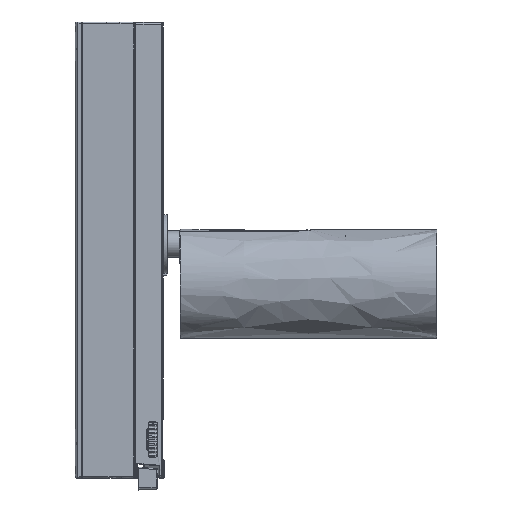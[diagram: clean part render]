
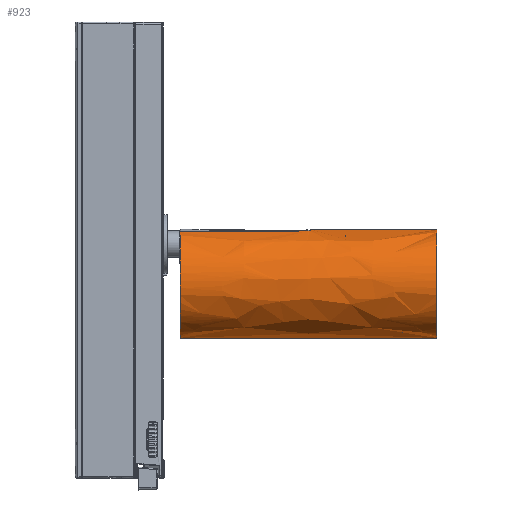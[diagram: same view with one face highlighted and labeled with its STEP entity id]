
A CAD part, top view. The second image highlights one B-rep face of the part: STEP entity #923.
In plain terms, the highlighted free-form (B-spline) face has degree [2, 1] with [5, 2] control points.
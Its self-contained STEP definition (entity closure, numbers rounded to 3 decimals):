
#923=ADVANCED_FACE('',(#1762),#16219,.T.);
#1762=FACE_OUTER_BOUND('',#2605,.T.);
#2605=EDGE_LOOP('',(#3496,#3497,#3498,#3499,#3500,#3501,#3502));
#3496=ORIENTED_EDGE('',*,*,#7626,.T.);
#3497=ORIENTED_EDGE('',*,*,#7627,.T.);
#3498=ORIENTED_EDGE('',*,*,#7619,.T.);
#3499=ORIENTED_EDGE('',*,*,#7621,.T.);
#3500=ORIENTED_EDGE('',*,*,#7622,.T.);
#3501=ORIENTED_EDGE('',*,*,#7624,.F.);
#3502=ORIENTED_EDGE('',*,*,#7628,.F.);
#7619=EDGE_CURVE('',#13703,#13704,#10638,.T.);
#7621=EDGE_CURVE('',#13704,#13706,#12247,.T.);
#7622=EDGE_CURVE('',#13706,#13708,#12248,.T.);
#7624=EDGE_CURVE('',#13707,#13708,#10639,.T.);
#7626=EDGE_CURVE('',#13709,#13710,#10640,.T.);
#7627=EDGE_CURVE('',#13710,#13703,#10641,.T.);
#7628=EDGE_CURVE('',#13709,#13707,#12251,.T.);
#10638=B_SPLINE_CURVE_WITH_KNOTS('',3,(#17765,#17766,#17767,#17768,#17769,
#17770),.UNSPECIFIED.,.F.,.F.,(4,2,4),(0.,0.489,1.),
 .UNSPECIFIED.);
#10639=B_SPLINE_CURVE_WITH_KNOTS('',1,(#17787,#17788),.UNSPECIFIED.,.F.,
 .F.,(2,2),(14.2,144.2),.UNSPECIFIED.);
#10640=B_SPLINE_CURVE_WITH_KNOTS('',1,(#17796,#17797),.UNSPECIFIED.,.F.,
 .F.,(2,2),(14.2,77.987),.UNSPECIFIED.);
#10641=B_SPLINE_CURVE_WITH_KNOTS('',3,(#17798,#17799,#17800,#17801),
 .UNSPECIFIED.,.F.,.F.,(4,4),(0.499,1.),.UNSPECIFIED.);
#12247=(
BOUNDED_CURVE()
B_SPLINE_CURVE(2,(#17774,#17775,#17776),.UNSPECIFIED.,.F.,.F.)
B_SPLINE_CURVE_WITH_KNOTS((3,3),(-1036.206,-1001.809),
 .UNSPECIFIED.)
CURVE()
GEOMETRIC_REPRESENTATION_ITEM()
RATIONAL_B_SPLINE_CURVE((1.,1.,1.))
REPRESENTATION_ITEM('')
);
#12248=(
BOUNDED_CURVE()
B_SPLINE_CURVE(2,(#17777,#17778,#17779,#17780,#17781),.UNSPECIFIED.,.F.,
 .F.)
B_SPLINE_CURVE_WITH_KNOTS((3,2,3),(-155.932,-116.952,
-77.973),.UNSPECIFIED.)
CURVE()
GEOMETRIC_REPRESENTATION_ITEM()
RATIONAL_B_SPLINE_CURVE((1.,0.759,1.,0.759,1.))
REPRESENTATION_ITEM('')
);
#12251=(
BOUNDED_CURVE()
B_SPLINE_CURVE(2,(#17802,#17803,#17804,#17805,#17806,#17807,#17808),
 .UNSPECIFIED.,.F.,.F.)
B_SPLINE_CURVE_WITH_KNOTS((3,2,2,3),(-43.204,-43.197,
0.,43.19),.UNSPECIFIED.)
CURVE()
GEOMETRIC_REPRESENTATION_ITEM()
RATIONAL_B_SPLINE_CURVE((1.,1.,1.,0.707,1.,0.707,
1.))
REPRESENTATION_ITEM('')
);
#13703=VERTEX_POINT('',#17747);
#13704=VERTEX_POINT('',#17748);
#13706=VERTEX_POINT('',#17750);
#13707=VERTEX_POINT('',#17751);
#13708=VERTEX_POINT('',#17752);
#13709=VERTEX_POINT('',#17753);
#13710=VERTEX_POINT('',#17754);
#16219=(
BOUNDED_SURFACE()
B_SPLINE_SURFACE(2,1,((#17725,#17726),(#17727,#17728),(#17729,#17730),(#17731,
#17732),(#17733,#17734)),.UNSPECIFIED.,.F.,.F.,.F.)
B_SPLINE_SURFACE_WITH_KNOTS((3,2,3),(2,2),(0.,43.197,86.394),
(0.,158.4),.UNSPECIFIED.)
GEOMETRIC_REPRESENTATION_ITEM()
RATIONAL_B_SPLINE_SURFACE(((1.,1.),(0.707,0.707),
(1.,1.),(0.707,0.707),(1.,1.)))
REPRESENTATION_ITEM('')
SURFACE()
);
#17725=CARTESIAN_POINT('',(119.548,-47.526,27.471));
#17726=CARTESIAN_POINT('',(-38.852,-47.526,27.471));
#17727=CARTESIAN_POINT('',(119.548,-47.526,54.971));
#17728=CARTESIAN_POINT('',(-38.852,-47.526,54.971));
#17729=CARTESIAN_POINT('',(119.548,-20.026,54.971));
#17730=CARTESIAN_POINT('',(-38.852,-20.026,54.971));
#17731=CARTESIAN_POINT('',(119.548,7.474,54.971));
#17732=CARTESIAN_POINT('',(-38.852,7.474,54.971));
#17733=CARTESIAN_POINT('',(119.548,7.474,27.471));
#17734=CARTESIAN_POINT('',(-38.852,7.474,27.471));
#17747=CARTESIAN_POINT('',(41.262,6.804,33.502));
#17748=CARTESIAN_POINT('',(39.534,6.516,34.665));
#17750=CARTESIAN_POINT('',(-24.652,6.19,35.774));
#17751=CARTESIAN_POINT('',(105.348,-47.526,27.471));
#17752=CARTESIAN_POINT('',(-24.652,-47.526,27.471));
#17753=CARTESIAN_POINT('',(105.348,7.474,27.471));
#17754=CARTESIAN_POINT('',(41.56,7.474,27.471));
#17765=CARTESIAN_POINT('',(41.262,6.804,33.502));
#17766=CARTESIAN_POINT('',(41.216,6.702,33.958));
#17767=CARTESIAN_POINT('',(40.884,6.623,34.264));
#17768=CARTESIAN_POINT('',(40.227,6.532,34.602));
#17769=CARTESIAN_POINT('',(39.88,6.518,34.659));
#17770=CARTESIAN_POINT('',(39.534,6.516,34.665));
#17774=CARTESIAN_POINT('',(39.534,6.516,34.665));
#17775=CARTESIAN_POINT('',(7.23,6.365,35.223));
#17776=CARTESIAN_POINT('',(-24.652,6.19,35.774));
#17777=CARTESIAN_POINT('',(-24.652,6.19,35.774));
#17778=CARTESIAN_POINT('',(-24.652,-0.928,58.25));
#17779=CARTESIAN_POINT('',(-24.652,-24.227,54.648));
#17780=CARTESIAN_POINT('',(-24.652,-47.526,51.046));
#17781=CARTESIAN_POINT('',(-24.652,-47.526,27.471));
#17787=CARTESIAN_POINT('',(105.348,-47.526,27.471));
#17788=CARTESIAN_POINT('',(-24.652,-47.526,27.471));
#17796=CARTESIAN_POINT('',(105.348,7.474,27.471));
#17797=CARTESIAN_POINT('',(41.56,7.474,27.471));
#17798=CARTESIAN_POINT('',(41.56,7.474,27.471));
#17799=CARTESIAN_POINT('',(41.561,7.474,29.493));
#17800=CARTESIAN_POINT('',(41.461,7.251,31.515));
#17801=CARTESIAN_POINT('',(41.262,6.804,33.502));
#17802=CARTESIAN_POINT('',(105.348,7.474,27.471));
#17803=CARTESIAN_POINT('',(105.348,7.474,27.475));
#17804=CARTESIAN_POINT('',(105.348,7.474,27.478));
#17805=CARTESIAN_POINT('',(105.348,7.466,54.978));
#17806=CARTESIAN_POINT('',(105.348,-20.034,54.971));
#17807=CARTESIAN_POINT('',(105.348,-47.526,54.964));
#17808=CARTESIAN_POINT('',(105.348,-47.526,27.471));
